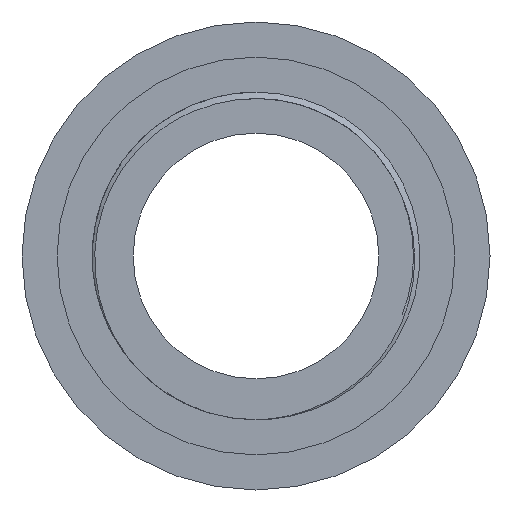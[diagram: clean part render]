
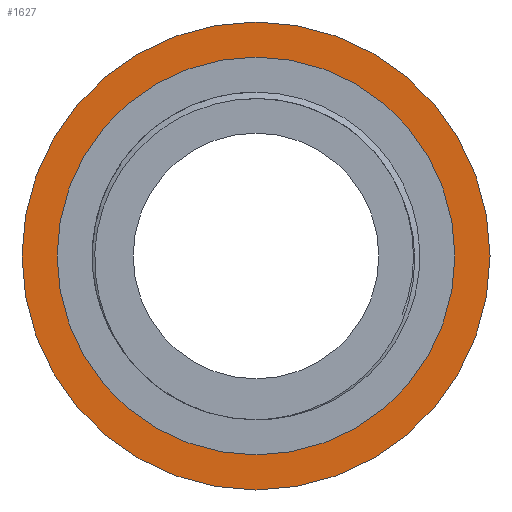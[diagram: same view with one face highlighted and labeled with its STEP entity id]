
A CAD part, left-side view. The second image highlights one B-rep face of the part: STEP entity #1627.
In plain terms, the highlighted planar face has unit normal (-1, 0, 0).
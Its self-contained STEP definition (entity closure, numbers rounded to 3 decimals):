
#21 = AXIS2_PLACEMENT_3D ( 'NONE', #1687, #2627, #1086 ) ;
#76 = AXIS2_PLACEMENT_3D ( 'NONE', #2093, #1792, #1490 ) ;
#225 = ORIENTED_EDGE ( 'NONE', *, *, #2980, .F. ) ;
#782 = DIRECTION ( 'NONE',  ( 0., 0., -1. ) ) ;
#844 = DIRECTION ( 'NONE',  ( -1., 0., 0. ) ) ;
#979 = ORIENTED_EDGE ( 'NONE', *, *, #2151, .T. ) ;
#1031 = AXIS2_PLACEMENT_3D ( 'NONE', #3568, #844, #2951 ) ;
#1086 = DIRECTION ( 'NONE',  ( 0., 0., 1. ) ) ;
#1094 = VERTEX_POINT ( 'NONE', #1588 ) ;
#1112 = CIRCLE ( 'NONE', #3347, 20. ) ;
#1202 = EDGE_CURVE ( 'NONE', #2810, #1094, #2318, .T. ) ;
#1238 = AXIS2_PLACEMENT_3D ( 'NONE', #3862, #2649, #782 ) ;
#1490 = DIRECTION ( 'NONE',  ( 0., 0., 1. ) ) ;
#1502 = CARTESIAN_POINT ( 'NONE',  ( 15., 0., -17. ) ) ;
#1588 = CARTESIAN_POINT ( 'NONE',  ( 15., 0., 17. ) ) ;
#1627 = ADVANCED_FACE ( 'NONE', ( #3826, #2609 ), #2910, .F. ) ;
#1634 = EDGE_CURVE ( 'NONE', #3425, #2715, #1752, .T. ) ;
#1687 = CARTESIAN_POINT ( 'NONE',  ( 15., 0., 0. ) ) ;
#1752 = CIRCLE ( 'NONE', #21, 20. ) ;
#1792 = DIRECTION ( 'NONE',  ( -1., 0., 0. ) ) ;
#1881 = EDGE_LOOP ( 'NONE', ( #225, #2859 ) ) ;
#2005 = CARTESIAN_POINT ( 'NONE',  ( 15., 0., 0. ) ) ;
#2017 = CARTESIAN_POINT ( 'NONE',  ( 15., 0., -20. ) ) ;
#2093 = CARTESIAN_POINT ( 'NONE',  ( 15., 0., 0. ) ) ;
#2151 = EDGE_CURVE ( 'NONE', #2715, #3425, #1112, .T. ) ;
#2182 = CARTESIAN_POINT ( 'NONE',  ( 15., 0., 20. ) ) ;
#2318 = CIRCLE ( 'NONE', #1031, 17. ) ;
#2510 = CIRCLE ( 'NONE', #76, 17. ) ;
#2609 = FACE_OUTER_BOUND ( 'NONE', #3118, .T. ) ;
#2627 = DIRECTION ( 'NONE',  ( -1., 0., 0. ) ) ;
#2649 = DIRECTION ( 'NONE',  ( 1., 0., 0. ) ) ;
#2715 = VERTEX_POINT ( 'NONE', #2017 ) ;
#2810 = VERTEX_POINT ( 'NONE', #1502 ) ;
#2859 = ORIENTED_EDGE ( 'NONE', *, *, #1202, .F. ) ;
#2910 = PLANE ( 'NONE',  #1238 ) ;
#2951 = DIRECTION ( 'NONE',  ( 0., 0., 1. ) ) ;
#2980 = EDGE_CURVE ( 'NONE', #1094, #2810, #2510, .T. ) ;
#3118 = EDGE_LOOP ( 'NONE', ( #3572, #979 ) ) ;
#3239 = DIRECTION ( 'NONE',  ( -1., 0., 0. ) ) ;
#3347 = AXIS2_PLACEMENT_3D ( 'NONE', #2005, #3239, #3527 ) ;
#3425 = VERTEX_POINT ( 'NONE', #2182 ) ;
#3527 = DIRECTION ( 'NONE',  ( 0., 0., 1. ) ) ;
#3568 = CARTESIAN_POINT ( 'NONE',  ( 15., 0., 0. ) ) ;
#3572 = ORIENTED_EDGE ( 'NONE', *, *, #1634, .T. ) ;
#3826 = FACE_BOUND ( 'NONE', #1881, .T. ) ;
#3862 = CARTESIAN_POINT ( 'NONE',  ( 15., 17., 0. ) ) ;
